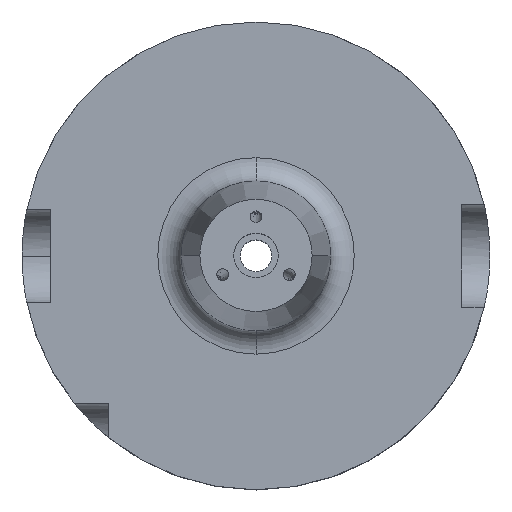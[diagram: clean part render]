
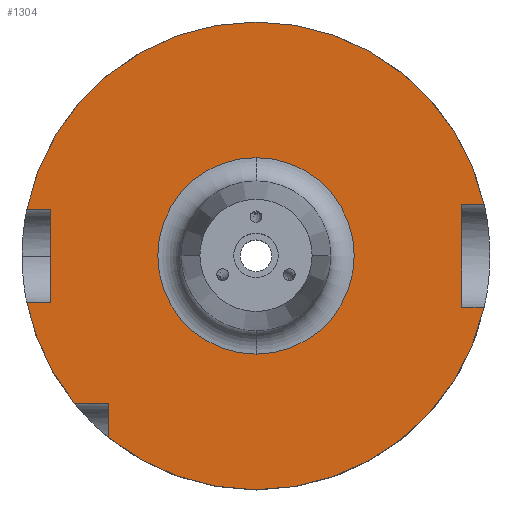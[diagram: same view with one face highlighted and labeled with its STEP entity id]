
A CAD part, top view. The second image highlights one B-rep face of the part: STEP entity #1304.
In plain terms, the highlighted planar face has unit normal (0, 0, 1).
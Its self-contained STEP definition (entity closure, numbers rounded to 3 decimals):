
#28 = DIRECTION ( 'NONE',  ( 0., 0., -1. ) ) ;
#33 = LINE ( 'NONE', #2172, #2897 ) ;
#72 = CIRCLE ( 'NONE', #2322, 50. ) ;
#203 = DIRECTION ( 'NONE',  ( -1., 0., 0. ) ) ;
#241 = CARTESIAN_POINT ( 'NONE',  ( 48.775, 11., 29. ) ) ;
#268 = DIRECTION ( 'NONE',  ( 0., 0., -1. ) ) ;
#298 = LINE ( 'NONE', #968, #982 ) ;
#309 = CARTESIAN_POINT ( 'NONE',  ( -38.83, -31.5, 29. ) ) ;
#353 = EDGE_CURVE ( 'NONE', #1511, #2641, #2797, .T. ) ;
#411 = EDGE_CURVE ( 'NONE', #3185, #3504, #507, .T. ) ;
#420 = DIRECTION ( 'NONE',  ( 0., 0., -1. ) ) ;
#430 = EDGE_CURVE ( 'NONE', #3069, #488, #2550, .T. ) ;
#440 = LINE ( 'NONE', #3167, #2543 ) ;
#488 = VERTEX_POINT ( 'NONE', #2202 ) ;
#507 = LINE ( 'NONE', #1396, #1944 ) ;
#519 = VECTOR ( 'NONE', #3174, 1000. ) ;
#527 = CARTESIAN_POINT ( 'NONE',  ( 0., 50., 29. ) ) ;
#528 = DIRECTION ( 'NONE',  ( 0., 0., -1. ) ) ;
#550 = ORIENTED_EDGE ( 'NONE', *, *, #3685, .F. ) ;
#658 = AXIS2_PLACEMENT_3D ( 'NONE', #2636, #1504, #3488 ) ;
#664 = CIRCLE ( 'NONE', #2622, 21. ) ;
#678 = DIRECTION ( 'NONE',  ( 0., 1., 0. ) ) ;
#695 = AXIS2_PLACEMENT_3D ( 'NONE', #2265, #268, #1971 ) ;
#731 = EDGE_CURVE ( 'NONE', #3408, #1547, #3347, .T. ) ;
#788 = DIRECTION ( 'NONE',  ( 1., 0., 0. ) ) ;
#871 = EDGE_LOOP ( 'NONE', ( #1459, #2689, #2707, #550, #2680, #2658, #3450, #2619, #3066, #2359, #1201, #1499 ) ) ;
#941 = PLANE ( 'NONE',  #658 ) ;
#961 = EDGE_CURVE ( 'NONE', #2307, #1199, #1210, .T. ) ;
#968 = CARTESIAN_POINT ( 'NONE',  ( -31.5, 44., 29. ) ) ;
#982 = VECTOR ( 'NONE', #678, 1000. ) ;
#1081 = VECTOR ( 'NONE', #3405, 1000. ) ;
#1199 = VERTEX_POINT ( 'NONE', #2908 ) ;
#1201 = ORIENTED_EDGE ( 'NONE', *, *, #1965, .F. ) ;
#1210 = CIRCLE ( 'NONE', #695, 21. ) ;
#1225 = AXIS2_PLACEMENT_3D ( 'NONE', #2535, #528, #2243 ) ;
#1244 = CARTESIAN_POINT ( 'NONE',  ( 44., 11., 29. ) ) ;
#1304 = ADVANCED_FACE ( 'NONE', ( #2859, #1350 ), #941, .T. ) ;
#1324 = DIRECTION ( 'NONE',  ( 0., 0., -1. ) ) ;
#1350 = FACE_OUTER_BOUND ( 'NONE', #871, .T. ) ;
#1396 = CARTESIAN_POINT ( 'NONE',  ( -54., 10., 29. ) ) ;
#1459 = ORIENTED_EDGE ( 'NONE', *, *, #411, .T. ) ;
#1499 = ORIENTED_EDGE ( 'NONE', *, *, #3467, .F. ) ;
#1504 = DIRECTION ( 'NONE',  ( 0., 0., 1. ) ) ;
#1511 = VERTEX_POINT ( 'NONE', #3212 ) ;
#1537 = CARTESIAN_POINT ( 'NONE',  ( -31.5, -31.5, 29. ) ) ;
#1547 = VERTEX_POINT ( 'NONE', #1244 ) ;
#1553 = CARTESIAN_POINT ( 'NONE',  ( 0., 0., 29. ) ) ;
#1749 = CARTESIAN_POINT ( 'NONE',  ( 0., 0., 29. ) ) ;
#1760 = EDGE_CURVE ( 'NONE', #1547, #2868, #440, .T. ) ;
#1788 = VECTOR ( 'NONE', #788, 1000. ) ;
#1820 = CIRCLE ( 'NONE', #2051, 50. ) ;
#1844 = DIRECTION ( 'NONE',  ( 0., -1., 0. ) ) ;
#1915 = VERTEX_POINT ( 'NONE', #1537 ) ;
#1927 = EDGE_CURVE ( 'NONE', #1199, #2307, #664, .T. ) ;
#1944 = VECTOR ( 'NONE', #3081, 1000. ) ;
#1965 = EDGE_CURVE ( 'NONE', #2125, #3408, #3419, .T. ) ;
#1971 = DIRECTION ( 'NONE',  ( 0., -1., 0. ) ) ;
#1995 = CARTESIAN_POINT ( 'NONE',  ( 54., 11., 29. ) ) ;
#2018 = DIRECTION ( 'NONE',  ( 0., 1., 0. ) ) ;
#2048 = CARTESIAN_POINT ( 'NONE',  ( 0., 21., 29. ) ) ;
#2051 = AXIS2_PLACEMENT_3D ( 'NONE', #3026, #1324, #3307 ) ;
#2125 = VERTEX_POINT ( 'NONE', #527 ) ;
#2138 = CARTESIAN_POINT ( 'NONE',  ( 0., 0., 29. ) ) ;
#2151 = CARTESIAN_POINT ( 'NONE',  ( -31.5, -38.83, 29. ) ) ;
#2172 = CARTESIAN_POINT ( 'NONE',  ( -44., -10., 29. ) ) ;
#2202 = CARTESIAN_POINT ( 'NONE',  ( -44., -10., 29. ) ) ;
#2204 = CARTESIAN_POINT ( 'NONE',  ( 0., -31.5, 29. ) ) ;
#2243 = DIRECTION ( 'NONE',  ( 0., 1., 0. ) ) ;
#2265 = CARTESIAN_POINT ( 'NONE',  ( 0., 0., 29. ) ) ;
#2295 = EDGE_CURVE ( 'NONE', #1511, #2868, #2716, .T. ) ;
#2307 = VERTEX_POINT ( 'NONE', #2048 ) ;
#2322 = AXIS2_PLACEMENT_3D ( 'NONE', #1749, #28, #2018 ) ;
#2350 = CARTESIAN_POINT ( 'NONE',  ( -44., 10., 29. ) ) ;
#2359 = ORIENTED_EDGE ( 'NONE', *, *, #731, .F. ) ;
#2367 = CARTESIAN_POINT ( 'NONE',  ( -48.99, -10., 29. ) ) ;
#2431 = DIRECTION ( 'NONE',  ( 0., 1., 0. ) ) ;
#2438 = DIRECTION ( 'NONE',  ( 0., -1., 0. ) ) ;
#2511 = CARTESIAN_POINT ( 'NONE',  ( 44., -11., 29. ) ) ;
#2535 = CARTESIAN_POINT ( 'NONE',  ( 0., 0., 29. ) ) ;
#2541 = ORIENTED_EDGE ( 'NONE', *, *, #1927, .T. ) ;
#2543 = VECTOR ( 'NONE', #3442, 1000. ) ;
#2550 = LINE ( 'NONE', #2789, #1788 ) ;
#2553 = AXIS2_PLACEMENT_3D ( 'NONE', #2138, #420, #2431 ) ;
#2618 = CARTESIAN_POINT ( 'NONE',  ( 54., -11., 29. ) ) ;
#2619 = ORIENTED_EDGE ( 'NONE', *, *, #2295, .T. ) ;
#2622 = AXIS2_PLACEMENT_3D ( 'NONE', #1553, #3537, #1844 ) ;
#2636 = CARTESIAN_POINT ( 'NONE',  ( 0., 44., 29. ) ) ;
#2641 = VERTEX_POINT ( 'NONE', #2151 ) ;
#2658 = ORIENTED_EDGE ( 'NONE', *, *, #3130, .F. ) ;
#2680 = ORIENTED_EDGE ( 'NONE', *, *, #3302, .F. ) ;
#2689 = ORIENTED_EDGE ( 'NONE', *, *, #3253, .T. ) ;
#2707 = ORIENTED_EDGE ( 'NONE', *, *, #430, .F. ) ;
#2716 = LINE ( 'NONE', #2618, #519 ) ;
#2750 = ORIENTED_EDGE ( 'NONE', *, *, #961, .T. ) ;
#2789 = CARTESIAN_POINT ( 'NONE',  ( -54., -10., 29. ) ) ;
#2797 = CIRCLE ( 'NONE', #1225, 50. ) ;
#2808 = LINE ( 'NONE', #2204, #3457 ) ;
#2813 = EDGE_LOOP ( 'NONE', ( #2541, #2750 ) ) ;
#2859 = FACE_BOUND ( 'NONE', #2813, .T. ) ;
#2868 = VERTEX_POINT ( 'NONE', #2511 ) ;
#2897 = VECTOR ( 'NONE', #2438, 1000. ) ;
#2908 = CARTESIAN_POINT ( 'NONE',  ( 0., -21., 29. ) ) ;
#2925 = VERTEX_POINT ( 'NONE', #309 ) ;
#3026 = CARTESIAN_POINT ( 'NONE',  ( 0., 0., 29. ) ) ;
#3066 = ORIENTED_EDGE ( 'NONE', *, *, #1760, .F. ) ;
#3069 = VERTEX_POINT ( 'NONE', #2367 ) ;
#3081 = DIRECTION ( 'NONE',  ( 1., 0., 0. ) ) ;
#3130 = EDGE_CURVE ( 'NONE', #2641, #1915, #298, .T. ) ;
#3167 = CARTESIAN_POINT ( 'NONE',  ( 44., -11., 29. ) ) ;
#3174 = DIRECTION ( 'NONE',  ( -1., 0., 0. ) ) ;
#3185 = VERTEX_POINT ( 'NONE', #3274 ) ;
#3212 = CARTESIAN_POINT ( 'NONE',  ( 48.775, -11., 29. ) ) ;
#3253 = EDGE_CURVE ( 'NONE', #3504, #488, #33, .T. ) ;
#3274 = CARTESIAN_POINT ( 'NONE',  ( -48.99, 10., 29. ) ) ;
#3302 = EDGE_CURVE ( 'NONE', #1915, #2925, #2808, .T. ) ;
#3307 = DIRECTION ( 'NONE',  ( 0., 1., 0. ) ) ;
#3347 = LINE ( 'NONE', #1995, #1081 ) ;
#3405 = DIRECTION ( 'NONE',  ( -1., 0., 0. ) ) ;
#3408 = VERTEX_POINT ( 'NONE', #241 ) ;
#3419 = CIRCLE ( 'NONE', #2553, 50. ) ;
#3442 = DIRECTION ( 'NONE',  ( 0., -1., 0. ) ) ;
#3450 = ORIENTED_EDGE ( 'NONE', *, *, #353, .F. ) ;
#3457 = VECTOR ( 'NONE', #203, 1000. ) ;
#3467 = EDGE_CURVE ( 'NONE', #3185, #2125, #72, .T. ) ;
#3488 = DIRECTION ( 'NONE',  ( 0., -1., 0. ) ) ;
#3504 = VERTEX_POINT ( 'NONE', #2350 ) ;
#3537 = DIRECTION ( 'NONE',  ( 0., 0., -1. ) ) ;
#3685 = EDGE_CURVE ( 'NONE', #2925, #3069, #1820, .T. ) ;
